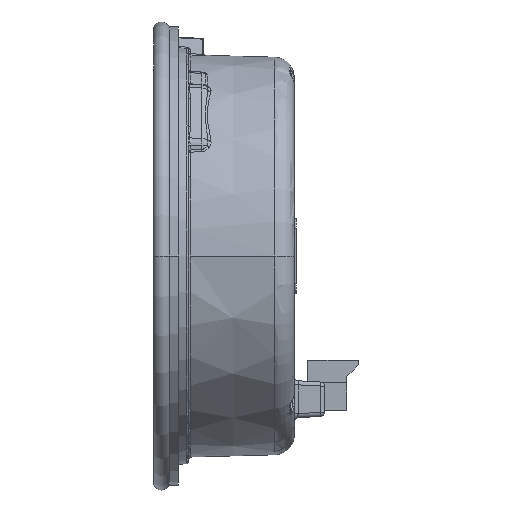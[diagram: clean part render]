
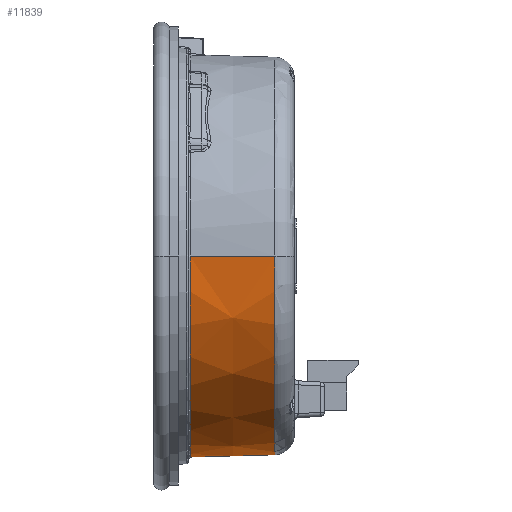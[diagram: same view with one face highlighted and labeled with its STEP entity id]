
A CAD part, left-side view. The second image highlights one B-rep face of the part: STEP entity #11839.
In plain terms, the highlighted conical face has half-angle 1.5 degrees and reference radius 25.285 mm.
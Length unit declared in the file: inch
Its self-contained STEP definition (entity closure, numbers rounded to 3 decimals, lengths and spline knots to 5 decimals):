
#2529=DIRECTION('',(0.026,0.,1.));
#2530=VECTOR('',#2529,0.42002);
#2531=CARTESIAN_POINT('',(0.98996,0.,
-0.51962));
#2532=LINE('',#2531,#2530);
#3168=CARTESIAN_POINT('',(0.,0.,-0.09974));
#3169=DIRECTION('',(0.,0.,-1.));
#3170=DIRECTION('',(1.,0.,0.));
#3171=AXIS2_PLACEMENT_3D('',#3168,#3169,#3170);
#3173=CARTESIAN_POINT('',(0.,0.,-0.09974));
#3174=DIRECTION('',(0.,0.,-1.));
#3175=DIRECTION('',(1.,-0.004,0.));
#3176=AXIS2_PLACEMENT_3D('',#3173,#3174,#3175);
#3178=CARTESIAN_POINT('',(0.,0.,-0.09974));
#3179=DIRECTION('',(0.,0.,-1.));
#3180=DIRECTION('',(0.,-1.,0.));
#3181=AXIS2_PLACEMENT_3D('',#3178,#3179,#3180);
#3198=DIRECTION('',(-0.026,0.,1.));
#3199=VECTOR('',#3198,0.42002);
#3200=CARTESIAN_POINT('',(-0.98996,0.,
-0.51962));
#3201=LINE('',#3200,#3199);
#3214=CARTESIAN_POINT('',(0.,0.,-0.51962));
#3215=DIRECTION('',(0.,0.,1.));
#3216=DIRECTION('',(-1.,0.,0.));
#3217=AXIS2_PLACEMENT_3D('',#3214,#3215,#3216);
#3219=CARTESIAN_POINT('',(0.,0.,-0.51962));
#3220=DIRECTION('',(0.,0.,1.));
#3221=DIRECTION('',(0.,-1.,0.));
#3222=AXIS2_PLACEMENT_3D('',#3219,#3220,#3221);
#3224=CARTESIAN_POINT('',(0.,0.,-0.51962));
#3225=DIRECTION('',(0.,0.,1.));
#3226=DIRECTION('',(1.,-0.004,0.));
#3227=AXIS2_PLACEMENT_3D('',#3224,#3225,#3226);
#7685=CARTESIAN_POINT('',(-0.98996,0.,
-0.51962));
#7686=VERTEX_POINT('',#7685);
#7687=CARTESIAN_POINT('',(0.,-0.98996,-0.51962));
#7688=VERTEX_POINT('',#7687);
#7689=CARTESIAN_POINT('',(0.98995,-0.00435,
-0.51962));
#7690=VERTEX_POINT('',#7689);
#7691=CARTESIAN_POINT('',(0.98996,0.,-0.51962));
#7692=VERTEX_POINT('',#7691);
#8017=CARTESIAN_POINT('',(-1.00096,0.,-0.09974));
#8018=VERTEX_POINT('',#8017);
#8019=CARTESIAN_POINT('',(1.00096,0.,-0.09974));
#8020=VERTEX_POINT('',#8019);
#8480=CARTESIAN_POINT('',(0.,-1.00096,-0.09974));
#8481=VERTEX_POINT('',#8480);
#8482=CARTESIAN_POINT('',(1.00095,-0.0045,
-0.09974));
#8483=VERTEX_POINT('',#8482);
#11821=CARTESIAN_POINT('',(0.,0.,-0.30968));
#11822=DIRECTION('',(0.,0.,1.));
#11823=DIRECTION('',(0.,1.,0.));
#11824=AXIS2_PLACEMENT_3D('',#11821,#11822,#11823);
#11825=CONICAL_SURFACE('',#11824,0.99546,1.5);
#11826=ORIENTED_EDGE('',*,*,#11807,.F.);
#11827=ORIENTED_EDGE('',*,*,#11805,.F.);
#11828=ORIENTED_EDGE('',*,*,#11803,.F.);
#11829=ORIENTED_EDGE('',*,*,#10139,.F.);
#11831=ORIENTED_EDGE('',*,*,#11830,.F.);
#11833=ORIENTED_EDGE('',*,*,#11832,.F.);
#11835=ORIENTED_EDGE('',*,*,#11834,.F.);
#11836=ORIENTED_EDGE('',*,*,#10131,.T.);
#11837=EDGE_LOOP('',(#11826,#11827,#11828,#11829,#11831,#11833,#11835,#11836));
#11838=FACE_OUTER_BOUND('',#11837,.F.);
#11839=ADVANCED_FACE('',(#11838),#11825,.T.);
#3172=CIRCLE('',#3171,1.00096);
#3177=CIRCLE('',#3176,1.00096);
#3182=CIRCLE('',#3181,1.00096);
#3218=CIRCLE('',#3217,0.98996);
#3223=CIRCLE('',#3222,0.98996);
#3228=CIRCLE('',#3227,0.98996);
#10131=EDGE_CURVE('',#7686,#8018,#3201,.T.);
#10139=EDGE_CURVE('',#7692,#8020,#2532,.T.);
#11803=EDGE_CURVE('',#8020,#8483,#3172,.T.);
#11805=EDGE_CURVE('',#8483,#8481,#3177,.T.);
#11807=EDGE_CURVE('',#8481,#8018,#3182,.T.);
#11830=EDGE_CURVE('',#7690,#7692,#3228,.T.);
#11832=EDGE_CURVE('',#7688,#7690,#3223,.T.);
#11834=EDGE_CURVE('',#7686,#7688,#3218,.T.);
